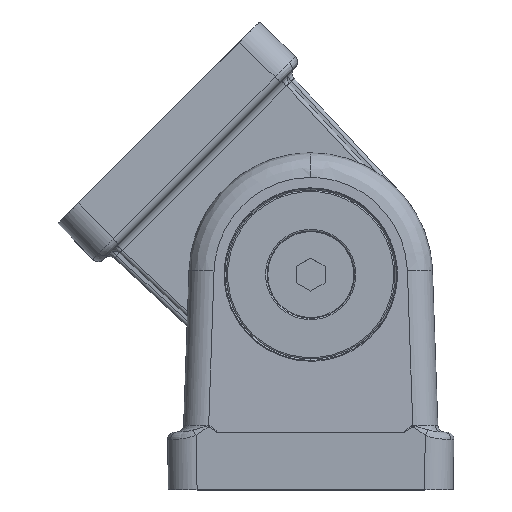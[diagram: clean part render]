
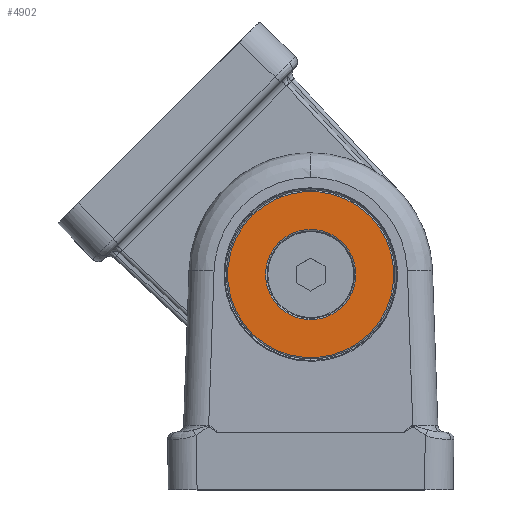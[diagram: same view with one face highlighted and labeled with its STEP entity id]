
A CAD part, top view. The second image highlights one B-rep face of the part: STEP entity #4902.
In plain terms, the highlighted planar face has unit normal (0, 0, 1).
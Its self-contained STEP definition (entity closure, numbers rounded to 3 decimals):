
#102 = DIRECTION ( 'NONE',  ( 0.707, -0.707, 0. ) ) ;
#746 = DIRECTION ( 'NONE',  ( 0.707, -0.707, 0. ) ) ;
#1175 = CARTESIAN_POINT ( 'NONE',  ( 0., 22., 19.571 ) ) ;
#1662 = AXIS2_PLACEMENT_3D ( 'NONE', #11846, #3814, #9596 ) ;
#2243 = EDGE_CURVE ( 'NONE', #21247, #12711, #11671, .T. ) ;
#3064 = DIRECTION ( 'NONE',  ( 0., 0., -1. ) ) ;
#3814 = DIRECTION ( 'NONE',  ( 0., 0., 1. ) ) ;
#3924 = CARTESIAN_POINT ( 'NONE',  ( 0., 22., 19.571 ) ) ;
#4902 = ADVANCED_FACE ( 'Face1', ( #8699, #17588 ), #20755, .T. ) ;
#6021 = AXIS2_PLACEMENT_3D ( 'NONE', #3924, #27886, #746 ) ;
#6270 = DIRECTION ( 'NONE',  ( 0., 0., 1. ) ) ;
#6970 = EDGE_CURVE ( 'NONE', #12711, #21247, #23700, .T. ) ;
#7073 = EDGE_LOOP ( 'NONE', ( #33881, #19141 ) ) ;
#8699 = FACE_BOUND ( 'NONE', #7073, .T. ) ;
#9596 = DIRECTION ( 'NONE',  ( 0.707, -0.707, 0. ) ) ;
#10101 = CIRCLE ( 'NONE', #10131, 11.6 ) ;
#10131 = AXIS2_PLACEMENT_3D ( 'NONE', #1175, #25567, #19432 ) ;
#11633 = CARTESIAN_POINT ( 'NONE',  ( 0., 22., 19.571 ) ) ;
#11640 = CARTESIAN_POINT ( 'NONE',  ( -4.455, 26.455, 19.571 ) ) ;
#11643 = CIRCLE ( 'NONE', #23641, 11.6 ) ;
#11671 = CIRCLE ( 'NONE', #33768, 6.3 ) ;
#11846 = CARTESIAN_POINT ( 'NONE',  ( 0., 22., 19.571 ) ) ;
#12711 = VERTEX_POINT ( 'NONE', #11640 ) ;
#15375 = DIRECTION ( 'NONE',  ( 0.707, -0.707, 0. ) ) ;
#17588 = FACE_OUTER_BOUND ( 'NONE', #27543, .T. ) ;
#19107 = CARTESIAN_POINT ( 'NONE',  ( 0., 22., 19.571 ) ) ;
#19141 = ORIENTED_EDGE ( 'NONE', *, *, #6970, .T. ) ;
#19432 = DIRECTION ( 'NONE',  ( 0.707, -0.707, 0. ) ) ;
#19582 = EDGE_CURVE ( 'NONE', #24669, #30443, #11643, .T. ) ;
#20755 = PLANE ( 'NONE',  #1662 ) ;
#21244 = ORIENTED_EDGE ( 'NONE', *, *, #19582, .T. ) ;
#21247 = VERTEX_POINT ( 'NONE', #24402 ) ;
#23641 = AXIS2_PLACEMENT_3D ( 'NONE', #11633, #6270, #15375 ) ;
#23700 = CIRCLE ( 'NONE', #6021, 6.3 ) ;
#24101 = ORIENTED_EDGE ( 'NONE', *, *, #30805, .T. ) ;
#24402 = CARTESIAN_POINT ( 'NONE',  ( 4.455, 17.545, 19.571 ) ) ;
#24669 = VERTEX_POINT ( 'NONE', #25360 ) ;
#25360 = CARTESIAN_POINT ( 'NONE',  ( -8.202, 30.202, 19.571 ) ) ;
#25567 = DIRECTION ( 'NONE',  ( 0., 0., 1. ) ) ;
#27543 = EDGE_LOOP ( 'NONE', ( #24101, #21244 ) ) ;
#27886 = DIRECTION ( 'NONE',  ( 0., 0., -1. ) ) ;
#30443 = VERTEX_POINT ( 'NONE', #38115 ) ;
#30805 = EDGE_CURVE ( 'NONE', #30443, #24669, #10101, .T. ) ;
#33768 = AXIS2_PLACEMENT_3D ( 'NONE', #19107, #3064, #102 ) ;
#33881 = ORIENTED_EDGE ( 'NONE', *, *, #2243, .T. ) ;
#38115 = CARTESIAN_POINT ( 'NONE',  ( 8.202, 13.798, 19.571 ) ) ;
